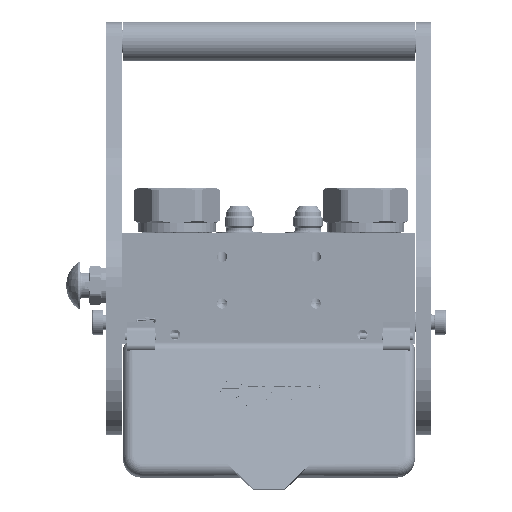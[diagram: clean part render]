
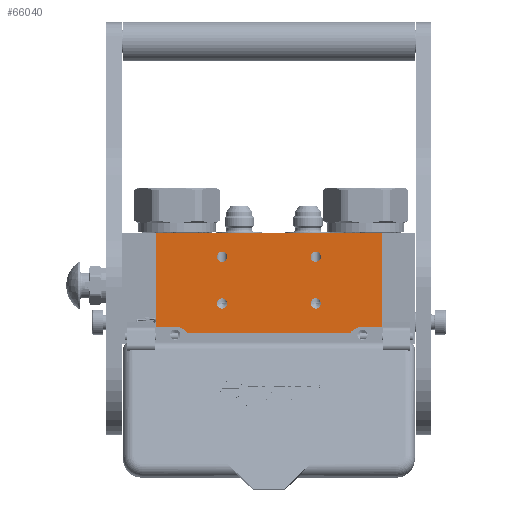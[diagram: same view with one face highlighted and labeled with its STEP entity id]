
A CAD part, left-side view. The second image highlights one B-rep face of the part: STEP entity #66040.
In plain terms, the highlighted face is planar.
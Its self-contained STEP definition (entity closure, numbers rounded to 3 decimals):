
#2181 = EDGE_CURVE ( 'NONE', #134718, #60107, #128150, .T. ) ;
#2329 = DIRECTION ( 'NONE',  ( 0., 1., 0. ) ) ;
#2642 = ORIENTED_EDGE ( 'NONE', *, *, #4769, .F. ) ;
#2802 = AXIS2_PLACEMENT_3D ( 'NONE', #99683, #42482, #77111 ) ;
#3313 = DIRECTION ( 'NONE',  ( 0., 0., -1. ) ) ;
#3401 = EDGE_CURVE ( 'NONE', #112761, #95003, #66703, .T. ) ;
#4769 = EDGE_CURVE ( 'NONE', #117143, #134718, #54754, .T. ) ;
#5400 = EDGE_CURVE ( 'NONE', #121735, #140478, #108319, .T. ) ;
#5875 = VECTOR ( 'NONE', #16620, 1000. ) ;
#6102 = ORIENTED_EDGE ( 'NONE', *, *, #53752, .F. ) ;
#6635 = CARTESIAN_POINT ( 'NONE',  ( 64., 11.7, -108. ) ) ;
#7685 = DIRECTION ( 'NONE',  ( 0., 0., -1. ) ) ;
#7985 = CARTESIAN_POINT ( 'NONE',  ( 64., 41.7, -108. ) ) ;
#8699 = EDGE_CURVE ( 'NONE', #138920, #74409, #15754, .T. ) ;
#8717 = EDGE_CURVE ( 'NONE', #51064, #138920, #134424, .T. ) ;
#8800 = VERTEX_POINT ( 'NONE', #140145 ) ;
#8864 = CIRCLE ( 'NONE', #63427, 3.3 ) ;
#9404 = CARTESIAN_POINT ( 'NONE',  ( 64., 15., -108. ) ) ;
#13469 = ORIENTED_EDGE ( 'NONE', *, *, #38702, .F. ) ;
#14622 = CARTESIAN_POINT ( 'NONE',  ( 21.3, 60., -108. ) ) ;
#15754 = LINE ( 'NONE', #88553, #100280 ) ;
#16429 = CARTESIAN_POINT ( 'NONE',  ( 124., 45., -108. ) ) ;
#16594 = CARTESIAN_POINT ( 'NONE',  ( 145.854, 64.2, -108. ) ) ;
#16620 = DIRECTION ( 'NONE',  ( 1., 0., 0. ) ) ;
#16750 = EDGE_CURVE ( 'NONE', #126104, #109113, #140773, .T. ) ;
#17092 = DIRECTION ( 'NONE',  ( -1., 0., 0. ) ) ;
#17461 = EDGE_LOOP ( 'NONE', ( #60749, #41680 ) ) ;
#20216 = DIRECTION ( 'NONE',  ( 0., 1., 0. ) ) ;
#21273 = DIRECTION ( 'NONE',  ( 0., -1., 0. ) ) ;
#25010 = CARTESIAN_POINT ( 'NONE',  ( 166.7, 60., -108. ) ) ;
#27529 = CARTESIAN_POINT ( 'NONE',  ( 64., 15., -108. ) ) ;
#27858 = CARTESIAN_POINT ( 'NONE',  ( 166.7, 0., -108. ) ) ;
#36195 = AXIS2_PLACEMENT_3D ( 'NONE', #16429, #3313, #38102 ) ;
#38102 = DIRECTION ( 'NONE',  ( 0., 1., 0. ) ) ;
#38702 = EDGE_CURVE ( 'NONE', #8800, #63947, #43060, .T. ) ;
#40929 = VERTEX_POINT ( 'NONE', #124366 ) ;
#41680 = ORIENTED_EDGE ( 'NONE', *, *, #100565, .F. ) ;
#41718 = VECTOR ( 'NONE', #85445, 1000. ) ;
#41738 = DIRECTION ( 'NONE',  ( 0., 0., -1. ) ) ;
#41908 = LINE ( 'NONE', #14622, #5875 ) ;
#42482 = DIRECTION ( 'NONE',  ( 0., 0., -1. ) ) ;
#42551 = CARTESIAN_POINT ( 'NONE',  ( 21.3, 60., -108. ) ) ;
#43060 = CIRCLE ( 'NONE', #2802, 3.3 ) ;
#43662 = DIRECTION ( 'NONE',  ( 0., 1., 0. ) ) ;
#43688 = ORIENTED_EDGE ( 'NONE', *, *, #2181, .F. ) ;
#43715 = DIRECTION ( 'NONE',  ( 0.815, -0.58, 0. ) ) ;
#43924 = VECTOR ( 'NONE', #17092, 1000. ) ;
#46863 = CIRCLE ( 'NONE', #36195, 3.3 ) ;
#48484 = AXIS2_PLACEMENT_3D ( 'NONE', #9404, #54249, #43662 ) ;
#48746 = DIRECTION ( 'NONE',  ( 0., 1., 0. ) ) ;
#49165 = DIRECTION ( 'NONE',  ( 0., -1., 0. ) ) ;
#50450 = ORIENTED_EDGE ( 'NONE', *, *, #126043, .T. ) ;
#51064 = VERTEX_POINT ( 'NONE', #61931 ) ;
#51301 = ORIENTED_EDGE ( 'NONE', *, *, #63581, .F. ) ;
#53752 = EDGE_CURVE ( 'NONE', #60107, #112761, #144150, .T. ) ;
#53784 = CARTESIAN_POINT ( 'NONE',  ( 64., 45., -108. ) ) ;
#54249 = DIRECTION ( 'NONE',  ( 0., 0., -1. ) ) ;
#54754 = LINE ( 'NONE', #119603, #43924 ) ;
#56947 = DIRECTION ( 'NONE',  ( -1., 0., 0. ) ) ;
#58174 = LINE ( 'NONE', #92468, #110263 ) ;
#58739 = EDGE_LOOP ( 'NONE', ( #116280, #80163 ) ) ;
#60107 = VERTEX_POINT ( 'NONE', #16594 ) ;
#60749 = ORIENTED_EDGE ( 'NONE', *, *, #5400, .F. ) ;
#61908 = AXIS2_PLACEMENT_3D ( 'NONE', #99179, #7685, #21273 ) ;
#61931 = CARTESIAN_POINT ( 'NONE',  ( 166.7, 0., -108. ) ) ;
#62274 = EDGE_CURVE ( 'NONE', #51064, #117143, #58174, .T. ) ;
#63427 = AXIS2_PLACEMENT_3D ( 'NONE', #88761, #144528, #100296 ) ;
#63581 = EDGE_CURVE ( 'NONE', #63947, #8800, #46863, .T. ) ;
#63947 = VERTEX_POINT ( 'NONE', #69687 ) ;
#66040 = ADVANCED_FACE ( 'NONE', ( #115639, #122827, #131738, #119237, #88684 ), #107220, .T. ) ;
#66310 = CARTESIAN_POINT ( 'NONE',  ( 21.3, 0., -108. ) ) ;
#66375 = CARTESIAN_POINT ( 'NONE',  ( 34., 70., -108. ) ) ;
#66703 = CIRCLE ( 'NONE', #124498, 10. ) ;
#67874 = CARTESIAN_POINT ( 'NONE',  ( 64., 18.3, -108. ) ) ;
#69687 = CARTESIAN_POINT ( 'NONE',  ( 124., 48.3, -108. ) ) ;
#71845 = DIRECTION ( 'NONE',  ( 0., 0., -1. ) ) ;
#72206 = CIRCLE ( 'NONE', #113109, 3.3 ) ;
#74409 = VERTEX_POINT ( 'NONE', #42551 ) ;
#76902 = AXIS2_PLACEMENT_3D ( 'NONE', #27858, #119260, #95155 ) ;
#77111 = DIRECTION ( 'NONE',  ( 0., -1., 0. ) ) ;
#80163 = ORIENTED_EDGE ( 'NONE', *, *, #112074, .F. ) ;
#80992 = EDGE_CURVE ( 'NONE', #136272, #40929, #105355, .T. ) ;
#81986 = ORIENTED_EDGE ( 'NONE', *, *, #8699, .T. ) ;
#82973 = EDGE_LOOP ( 'NONE', ( #131368, #108103 ) ) ;
#83790 = CARTESIAN_POINT ( 'NONE',  ( 124., 15., -108. ) ) ;
#84301 = CARTESIAN_POINT ( 'NONE',  ( 154., 60., -108. ) ) ;
#84553 = CIRCLE ( 'NONE', #48484, 3.3 ) ;
#85445 = DIRECTION ( 'NONE',  ( -1., 0., 0. ) ) ;
#88553 = CARTESIAN_POINT ( 'NONE',  ( 21.3, 0., -108. ) ) ;
#88684 = FACE_OUTER_BOUND ( 'NONE', #88903, .T. ) ;
#88761 = CARTESIAN_POINT ( 'NONE',  ( 64., 45., -108. ) ) ;
#88903 = EDGE_LOOP ( 'NONE', ( #118509, #105854, #81986, #50450, #97155, #6102, #43688, #2642 ) ) ;
#89386 = DIRECTION ( 'NONE',  ( 0., 0., -1. ) ) ;
#92468 = CARTESIAN_POINT ( 'NONE',  ( 166.7, 0., -108. ) ) ;
#93867 = CARTESIAN_POINT ( 'NONE',  ( 124., 15., -108. ) ) ;
#95003 = VERTEX_POINT ( 'NONE', #103690 ) ;
#95155 = DIRECTION ( 'NONE',  ( -1., 0., 0. ) ) ;
#95850 = DIRECTION ( 'NONE',  ( 0., 0., -1. ) ) ;
#97155 = ORIENTED_EDGE ( 'NONE', *, *, #3401, .F. ) ;
#98274 = AXIS2_PLACEMENT_3D ( 'NONE', #83790, #71845, #107423 ) ;
#99179 = CARTESIAN_POINT ( 'NONE',  ( 154., 70., -108. ) ) ;
#99683 = CARTESIAN_POINT ( 'NONE',  ( 124., 45., -108. ) ) ;
#100280 = VECTOR ( 'NONE', #20216, 1000. ) ;
#100296 = DIRECTION ( 'NONE',  ( 0., 1., 0. ) ) ;
#100565 = EDGE_CURVE ( 'NONE', #140478, #121735, #84553, .T. ) ;
#101147 = EDGE_LOOP ( 'NONE', ( #13469, #51301 ) ) ;
#103690 = CARTESIAN_POINT ( 'NONE',  ( 34., 60., -108. ) ) ;
#105355 = CIRCLE ( 'NONE', #147708, 3.3 ) ;
#105854 = ORIENTED_EDGE ( 'NONE', *, *, #8717, .T. ) ;
#107220 = PLANE ( 'NONE',  #76902 ) ;
#107423 = DIRECTION ( 'NONE',  ( 0., -1., 0. ) ) ;
#108103 = ORIENTED_EDGE ( 'NONE', *, *, #143584, .F. ) ;
#108319 = CIRCLE ( 'NONE', #122746, 3.3 ) ;
#109113 = VERTEX_POINT ( 'NONE', #129518 ) ;
#110263 = VECTOR ( 'NONE', #48746, 1000. ) ;
#112074 = EDGE_CURVE ( 'NONE', #109113, #126104, #72206, .T. ) ;
#112761 = VERTEX_POINT ( 'NONE', #113352 ) ;
#113109 = AXIS2_PLACEMENT_3D ( 'NONE', #93867, #116490, #2329 ) ;
#113352 = CARTESIAN_POINT ( 'NONE',  ( 42.146, 64.2, -108. ) ) ;
#115639 = FACE_BOUND ( 'NONE', #101147, .T. ) ;
#116280 = ORIENTED_EDGE ( 'NONE', *, *, #16750, .F. ) ;
#116490 = DIRECTION ( 'NONE',  ( 0., 0., -1. ) ) ;
#117143 = VERTEX_POINT ( 'NONE', #25010 ) ;
#118509 = ORIENTED_EDGE ( 'NONE', *, *, #62274, .F. ) ;
#119237 = FACE_BOUND ( 'NONE', #17461, .T. ) ;
#119260 = DIRECTION ( 'NONE',  ( 0., 0., -1. ) ) ;
#119603 = CARTESIAN_POINT ( 'NONE',  ( 166.7, 60., -108. ) ) ;
#119622 = CARTESIAN_POINT ( 'NONE',  ( 145.854, 64.2, -108. ) ) ;
#121735 = VERTEX_POINT ( 'NONE', #6635 ) ;
#122034 = DIRECTION ( 'NONE',  ( 0., -1., 0. ) ) ;
#122746 = AXIS2_PLACEMENT_3D ( 'NONE', #27529, #95850, #49165 ) ;
#122827 = FACE_BOUND ( 'NONE', #58739, .T. ) ;
#124366 = CARTESIAN_POINT ( 'NONE',  ( 64., 48.3, -108. ) ) ;
#124498 = AXIS2_PLACEMENT_3D ( 'NONE', #66375, #89386, #43715 ) ;
#126043 = EDGE_CURVE ( 'NONE', #74409, #95003, #41908, .T. ) ;
#126104 = VERTEX_POINT ( 'NONE', #129654 ) ;
#128150 = CIRCLE ( 'NONE', #61908, 10. ) ;
#129518 = CARTESIAN_POINT ( 'NONE',  ( 124., 18.3, -108. ) ) ;
#129654 = CARTESIAN_POINT ( 'NONE',  ( 124., 11.7, -108. ) ) ;
#130781 = VECTOR ( 'NONE', #56947, 1000. ) ;
#131368 = ORIENTED_EDGE ( 'NONE', *, *, #80992, .F. ) ;
#131738 = FACE_BOUND ( 'NONE', #82973, .T. ) ;
#134424 = LINE ( 'NONE', #135221, #130781 ) ;
#134718 = VERTEX_POINT ( 'NONE', #84301 ) ;
#135221 = CARTESIAN_POINT ( 'NONE',  ( 166.7, 0., -108. ) ) ;
#136272 = VERTEX_POINT ( 'NONE', #7985 ) ;
#138920 = VERTEX_POINT ( 'NONE', #66310 ) ;
#140145 = CARTESIAN_POINT ( 'NONE',  ( 124., 41.7, -108. ) ) ;
#140478 = VERTEX_POINT ( 'NONE', #67874 ) ;
#140773 = CIRCLE ( 'NONE', #98274, 3.3 ) ;
#143584 = EDGE_CURVE ( 'NONE', #40929, #136272, #8864, .T. ) ;
#144150 = LINE ( 'NONE', #119622, #41718 ) ;
#144528 = DIRECTION ( 'NONE',  ( 0., 0., -1. ) ) ;
#147708 = AXIS2_PLACEMENT_3D ( 'NONE', #53784, #41738, #122034 ) ;
